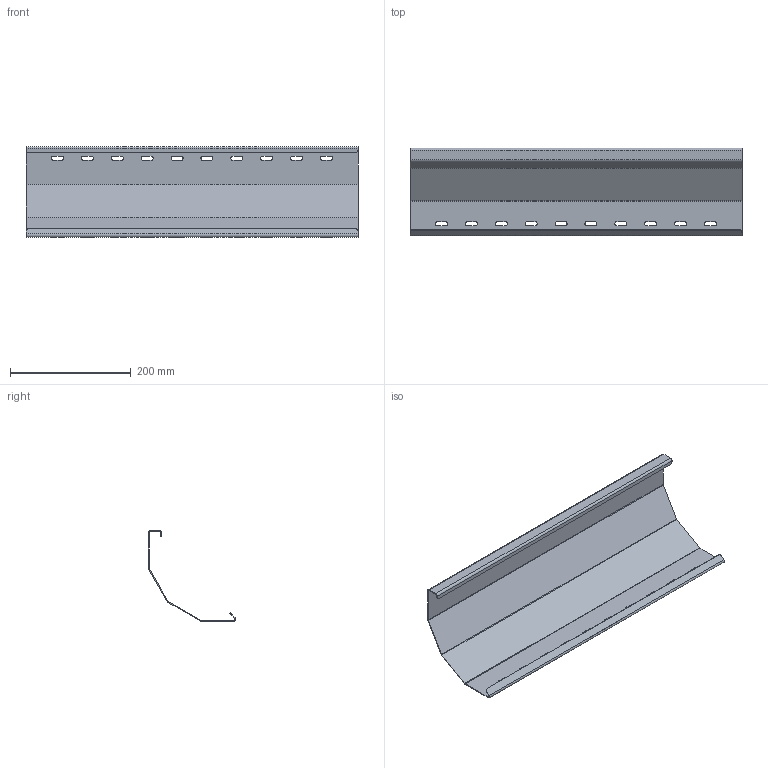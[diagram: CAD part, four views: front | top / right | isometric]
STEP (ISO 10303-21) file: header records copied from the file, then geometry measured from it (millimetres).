
FILE_DESCRIPTION (( 'STEP AP203' ), '1' );
FILE_NAME ('LE-SK00-600 LESTA Ñïóñê êàáåëÿ ëåñòí. îñí. 600ìì IEK.STEP', '2023-03-23T06:18:35', ( '' ), ( '' ), 'SwSTEP 2.0', 'SolidWorks 2022', '' );
FILE_SCHEMA (( 'CONFIG_CONTROL_DESIGN' ));
Length unit declared in the file: millimetre
Products named in the file (1): LE-SK00-600 LESTA Спуск кабеля лестн. осн. 600мм IEK
Bounding box: 550 x 145.04 x 150 mm (x, y, z)
Volume: 234251.7 mm3; surface area: 316278.5 mm2
Topology: 1 solids, 1 shells, 138 faces, 360 edges, 224 vertices
Faces by surface type: plane 82, cylinder 56
Entity records: 4349 total; most frequent: DIRECTION 750, CARTESIAN_POINT 723, ORIENTED_EDGE 720, EDGE_CURVE 360, AXIS2_PLACEMENT_3D 251, LINE 248, VECTOR 248, VERTEX_POINT 224
